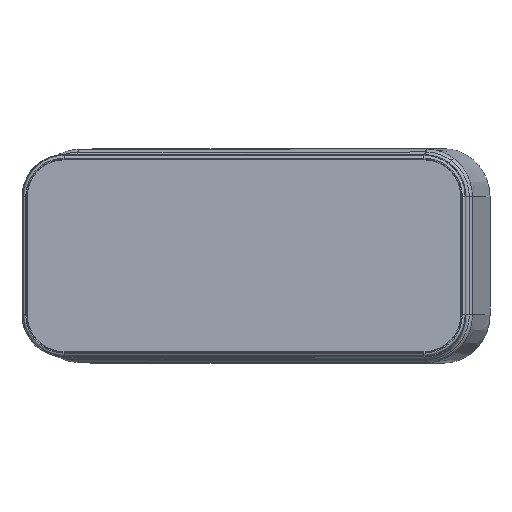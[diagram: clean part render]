
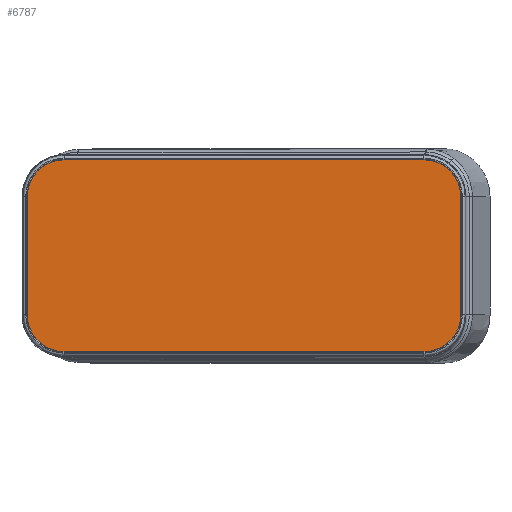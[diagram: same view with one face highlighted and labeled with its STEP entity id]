
A CAD part, top view. The second image highlights one B-rep face of the part: STEP entity #6787.
In plain terms, the highlighted planar face has unit normal (0, 0, 1).
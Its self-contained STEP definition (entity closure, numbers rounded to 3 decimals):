
#1730=VERTEX_POINT('',#4983);
#1736=VERTEX_POINT('',#4992);
#1740=VERTEX_POINT('',#4998);
#1746=VERTEX_POINT('',#5008);
#1752=VERTEX_POINT('',#5017);
#1999=VERTEX_POINT('',#5507);
#2425=VERTEX_POINT('',#6744);
#2434=VERTEX_POINT('',#6759);
#4983=CARTESIAN_POINT('',(-68.5,36.5,-12.35));
#4992=CARTESIAN_POINT('',(-82.5,22.5,-12.35));
#4998=CARTESIAN_POINT('',(68.5,36.5,-12.35));
#5008=CARTESIAN_POINT('',(68.5,-36.5,-12.35));
#5017=CARTESIAN_POINT('',(82.5,-22.5,-12.35));
#5507=CARTESIAN_POINT('',(-68.5,-36.5,-12.35));
#6744=CARTESIAN_POINT('',(-82.5,-22.5,-12.35));
#6759=CARTESIAN_POINT('',(82.5,22.5,-12.35));
#6787=ADVANCED_FACE('',(#8337),#8338,.T.);
#8337=FACE_OUTER_BOUND('',#8482,.T.);
#8338=PLANE('',#8483);
#8342=EDGE_CURVE('',#1736,#1730,#8487,.T.);
#8344=EDGE_CURVE('',#1730,#1740,#8489,.T.);
#8346=EDGE_CURVE('',#1752,#1746,#8491,.T.);
#8386=EDGE_CURVE('',#1746,#1999,#8531,.T.);
#8468=EDGE_CURVE('',#1999,#2425,#8613,.T.);
#8472=EDGE_CURVE('',#2425,#1736,#8617,.T.);
#8474=EDGE_CURVE('',#1740,#2434,#8619,.T.);
#8476=EDGE_CURVE('',#2434,#1752,#8621,.T.);
#8482=EDGE_LOOP('',(#8627,#8628,#8629,#8630,#8631,#8632,#8633,#8634));
#8483=AXIS2_PLACEMENT_3D('',#8635,#8636,#8637);
#8487=CIRCLE('',#8650,14.0);
#8489=LINE('',#8652,#8653);
#8491=CIRCLE('',#8655,14.0);
#8531=LINE('',#8695,#8696);
#8613=CIRCLE('',#8778,14.0);
#8617=LINE('',#8782,#8783);
#8619=CIRCLE('',#8785,14.0);
#8621=LINE('',#8787,#8788);
#8627=ORIENTED_EDGE('',*,*,#8346,.F.);
#8628=ORIENTED_EDGE('',*,*,#8476,.F.);
#8629=ORIENTED_EDGE('',*,*,#8474,.F.);
#8630=ORIENTED_EDGE('',*,*,#8344,.F.);
#8631=ORIENTED_EDGE('',*,*,#8342,.F.);
#8632=ORIENTED_EDGE('',*,*,#8472,.F.);
#8633=ORIENTED_EDGE('',*,*,#8468,.F.);
#8634=ORIENTED_EDGE('',*,*,#8386,.F.);
#8635=CARTESIAN_POINT('',(0.0,0.0,-12.35));
#8636=DIRECTION('',(0.0,0.0,1.0));
#8637=DIRECTION('',(-1.0,0.0,0.0));
#8650=AXIS2_PLACEMENT_3D('',#8794,#8795,#8796);
#8652=CARTESIAN_POINT('',(-34.25,36.5,-12.35));
#8653=VECTOR('',#8797,1.0);
#8655=AXIS2_PLACEMENT_3D('',#8798,#8799,#8800);
#8695=CARTESIAN_POINT('',(34.25,-36.5,-12.35));
#8696=VECTOR('',#8801,1.0);
#8778=AXIS2_PLACEMENT_3D('',#8802,#8803,#8804);
#8782=CARTESIAN_POINT('',(-82.5,-11.25,-12.35));
#8783=VECTOR('',#8805,1.0);
#8785=AXIS2_PLACEMENT_3D('',#8806,#8807,#8808);
#8787=CARTESIAN_POINT('',(82.5,11.25,-12.35));
#8788=VECTOR('',#8809,1.0);
#8794=CARTESIAN_POINT('',(-68.5,22.5,-12.35));
#8795=DIRECTION('',(-0.0,-0.0,-1.0));
#8796=DIRECTION('',(0.0,-1.0,0.0));
#8797=DIRECTION('',(1.0,0.0,0.0));
#8798=CARTESIAN_POINT('',(68.5,-22.5,-12.35));
#8799=DIRECTION('',(-0.0,-0.0,-1.0));
#8800=DIRECTION('',(0.0,-1.0,0.0));
#8801=DIRECTION('',(-1.0,0.0,0.0));
#8802=CARTESIAN_POINT('',(-68.5,-22.5,-12.35));
#8803=DIRECTION('',(-0.0,-0.0,-1.0));
#8804=DIRECTION('',(0.0,-1.0,0.0));
#8805=DIRECTION('',(0.0,1.0,-0.0));
#8806=CARTESIAN_POINT('',(68.5,22.5,-12.35));
#8807=DIRECTION('',(-0.0,-0.0,-1.0));
#8808=DIRECTION('',(0.0,-1.0,0.0));
#8809=DIRECTION('',(0.0,-1.0,0.0));
